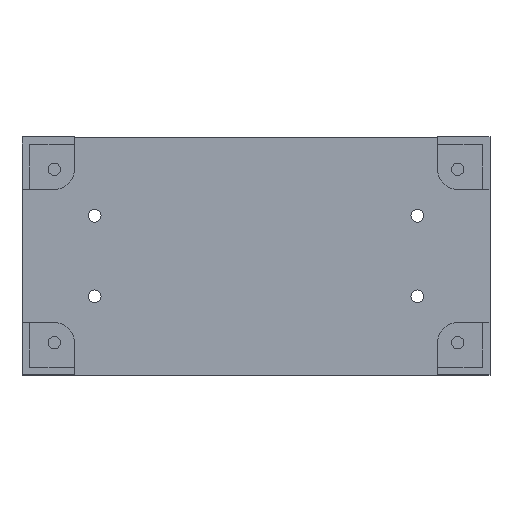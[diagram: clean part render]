
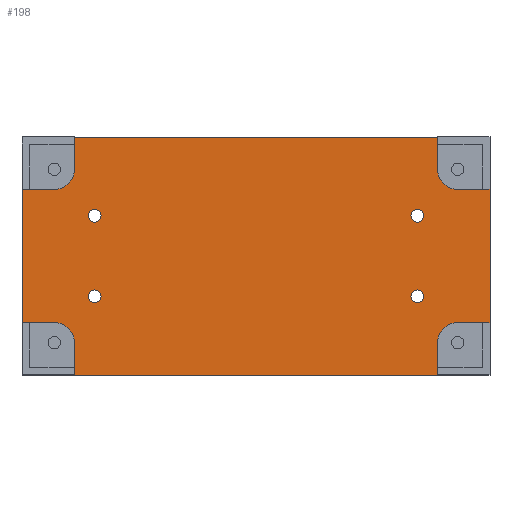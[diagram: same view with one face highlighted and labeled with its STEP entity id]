
A CAD part, top view. The second image highlights one B-rep face of the part: STEP entity #198.
In plain terms, the highlighted planar face has unit normal (0, 0, 1).
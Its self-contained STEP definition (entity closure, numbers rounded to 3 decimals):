
#48 = VERTEX_POINT('',#49);
#49 = CARTESIAN_POINT('',(45.,29.5,0.));
#55 = EDGE_CURVE('',#56,#48,#58,.T.);
#56 = VERTEX_POINT('',#57);
#57 = CARTESIAN_POINT('',(-45.,29.5,0.));
#58 = LINE('',#59,#60);
#59 = CARTESIAN_POINT('',(-58.,29.5,0.));
#60 = VECTOR('',#61,1.);
#61 = DIRECTION('',(1.,0.,0.));
#95 = VERTEX_POINT('',#96);
#96 = CARTESIAN_POINT('',(-58.,16.5,0.));
#102 = EDGE_CURVE('',#103,#95,#105,.T.);
#103 = VERTEX_POINT('',#104);
#104 = CARTESIAN_POINT('',(-58.,-16.5,0.));
#105 = LINE('',#106,#107);
#106 = CARTESIAN_POINT('',(-58.,-29.5,0.));
#107 = VECTOR('',#108,1.);
#108 = DIRECTION('',(0.,1.,0.));
#142 = VERTEX_POINT('',#143);
#143 = CARTESIAN_POINT('',(58.,-16.5,0.));
#149 = EDGE_CURVE('',#150,#142,#152,.T.);
#150 = VERTEX_POINT('',#151);
#151 = CARTESIAN_POINT('',(58.,16.5,0.));
#152 = LINE('',#153,#154);
#153 = CARTESIAN_POINT('',(58.,29.5,0.));
#154 = VECTOR('',#155,1.);
#155 = DIRECTION('',(0.,-1.,0.));
#198 = ADVANCED_FACE('',(#199,#306,#317,#328,#339),#350,.T.);
#199 = FACE_BOUND('',#200,.T.);
#200 = EDGE_LOOP('',(#201,#202,#210,#219,#225,#226,#234,#243,#251,#259,
    #267,#276,#282,#283,#291,#300));
#201 = ORIENTED_EDGE('',*,*,#55,.F.);
#202 = ORIENTED_EDGE('',*,*,#203,.T.);
#203 = EDGE_CURVE('',#56,#204,#206,.T.);
#204 = VERTEX_POINT('',#205);
#205 = CARTESIAN_POINT('',(-45.,21.5,0.));
#206 = LINE('',#207,#208);
#207 = CARTESIAN_POINT('',(-45.,29.5,0.));
#208 = VECTOR('',#209,1.);
#209 = DIRECTION('',(0.,-1.,0.));
#210 = ORIENTED_EDGE('',*,*,#211,.F.);
#211 = EDGE_CURVE('',#212,#204,#214,.T.);
#212 = VERTEX_POINT('',#213);
#213 = CARTESIAN_POINT('',(-50.,16.5,0.));
#214 = CIRCLE('',#215,5.);
#215 = AXIS2_PLACEMENT_3D('',#216,#217,#218);
#216 = CARTESIAN_POINT('',(-50.,21.5,0.));
#217 = DIRECTION('',(0.,0.,1.));
#218 = DIRECTION('',(1.,0.,0.));
#219 = ORIENTED_EDGE('',*,*,#220,.T.);
#220 = EDGE_CURVE('',#212,#95,#221,.T.);
#221 = LINE('',#222,#223);
#222 = CARTESIAN_POINT('',(-50.,16.5,0.));
#223 = VECTOR('',#224,1.);
#224 = DIRECTION('',(-1.,0.,0.));
#225 = ORIENTED_EDGE('',*,*,#102,.F.);
#226 = ORIENTED_EDGE('',*,*,#227,.F.);
#227 = EDGE_CURVE('',#228,#103,#230,.T.);
#228 = VERTEX_POINT('',#229);
#229 = CARTESIAN_POINT('',(-50.,-16.5,0.));
#230 = LINE('',#231,#232);
#231 = CARTESIAN_POINT('',(-50.,-16.5,0.));
#232 = VECTOR('',#233,1.);
#233 = DIRECTION('',(-1.,0.,0.));
#234 = ORIENTED_EDGE('',*,*,#235,.F.);
#235 = EDGE_CURVE('',#236,#228,#238,.T.);
#236 = VERTEX_POINT('',#237);
#237 = CARTESIAN_POINT('',(-45.,-21.5,0.));
#238 = CIRCLE('',#239,5.);
#239 = AXIS2_PLACEMENT_3D('',#240,#241,#242);
#240 = CARTESIAN_POINT('',(-50.,-21.5,0.));
#241 = DIRECTION('',(0.,0.,1.));
#242 = DIRECTION('',(1.,0.,0.));
#243 = ORIENTED_EDGE('',*,*,#244,.F.);
#244 = EDGE_CURVE('',#245,#236,#247,.T.);
#245 = VERTEX_POINT('',#246);
#246 = CARTESIAN_POINT('',(-45.,-29.5,0.));
#247 = LINE('',#248,#249);
#248 = CARTESIAN_POINT('',(-45.,-29.5,0.));
#249 = VECTOR('',#250,1.);
#250 = DIRECTION('',(0.,1.,0.));
#251 = ORIENTED_EDGE('',*,*,#252,.F.);
#252 = EDGE_CURVE('',#253,#245,#255,.T.);
#253 = VERTEX_POINT('',#254);
#254 = CARTESIAN_POINT('',(45.,-29.5,0.));
#255 = LINE('',#256,#257);
#256 = CARTESIAN_POINT('',(58.,-29.5,0.));
#257 = VECTOR('',#258,1.);
#258 = DIRECTION('',(-1.,0.,0.));
#259 = ORIENTED_EDGE('',*,*,#260,.F.);
#260 = EDGE_CURVE('',#261,#253,#263,.T.);
#261 = VERTEX_POINT('',#262);
#262 = CARTESIAN_POINT('',(45.,-21.5,0.));
#263 = LINE('',#264,#265);
#264 = CARTESIAN_POINT('',(45.,-21.5,0.));
#265 = VECTOR('',#266,1.);
#266 = DIRECTION('',(0.,-1.,0.));
#267 = ORIENTED_EDGE('',*,*,#268,.F.);
#268 = EDGE_CURVE('',#269,#261,#271,.T.);
#269 = VERTEX_POINT('',#270);
#270 = CARTESIAN_POINT('',(50.,-16.5,0.));
#271 = CIRCLE('',#272,5.);
#272 = AXIS2_PLACEMENT_3D('',#273,#274,#275);
#273 = CARTESIAN_POINT('',(50.,-21.5,0.));
#274 = DIRECTION('',(0.,0.,1.));
#275 = DIRECTION('',(1.,0.,0.));
#276 = ORIENTED_EDGE('',*,*,#277,.F.);
#277 = EDGE_CURVE('',#142,#269,#278,.T.);
#278 = LINE('',#279,#280);
#279 = CARTESIAN_POINT('',(58.,-16.5,0.));
#280 = VECTOR('',#281,1.);
#281 = DIRECTION('',(-1.,0.,0.));
#282 = ORIENTED_EDGE('',*,*,#149,.F.);
#283 = ORIENTED_EDGE('',*,*,#284,.T.);
#284 = EDGE_CURVE('',#150,#285,#287,.T.);
#285 = VERTEX_POINT('',#286);
#286 = CARTESIAN_POINT('',(50.,16.5,0.));
#287 = LINE('',#288,#289);
#288 = CARTESIAN_POINT('',(58.,16.5,0.));
#289 = VECTOR('',#290,1.);
#290 = DIRECTION('',(-1.,0.,0.));
#291 = ORIENTED_EDGE('',*,*,#292,.F.);
#292 = EDGE_CURVE('',#293,#285,#295,.T.);
#293 = VERTEX_POINT('',#294);
#294 = CARTESIAN_POINT('',(45.,21.5,0.));
#295 = CIRCLE('',#296,5.);
#296 = AXIS2_PLACEMENT_3D('',#297,#298,#299);
#297 = CARTESIAN_POINT('',(50.,21.5,0.));
#298 = DIRECTION('',(0.,0.,1.));
#299 = DIRECTION('',(1.,0.,0.));
#300 = ORIENTED_EDGE('',*,*,#301,.T.);
#301 = EDGE_CURVE('',#293,#48,#302,.T.);
#302 = LINE('',#303,#304);
#303 = CARTESIAN_POINT('',(45.,21.5,0.));
#304 = VECTOR('',#305,1.);
#305 = DIRECTION('',(0.,1.,0.));
#306 = FACE_BOUND('',#307,.T.);
#307 = EDGE_LOOP('',(#308));
#308 = ORIENTED_EDGE('',*,*,#309,.F.);
#309 = EDGE_CURVE('',#310,#310,#312,.T.);
#310 = VERTEX_POINT('',#311);
#311 = CARTESIAN_POINT('',(-38.4,-10.,0.));
#312 = CIRCLE('',#313,1.6);
#313 = AXIS2_PLACEMENT_3D('',#314,#315,#316);
#314 = CARTESIAN_POINT('',(-40.,-10.,0.));
#315 = DIRECTION('',(0.,0.,1.));
#316 = DIRECTION('',(1.,0.,0.));
#317 = FACE_BOUND('',#318,.T.);
#318 = EDGE_LOOP('',(#319));
#319 = ORIENTED_EDGE('',*,*,#320,.F.);
#320 = EDGE_CURVE('',#321,#321,#323,.T.);
#321 = VERTEX_POINT('',#322);
#322 = CARTESIAN_POINT('',(41.6,-10.,0.));
#323 = CIRCLE('',#324,1.6);
#324 = AXIS2_PLACEMENT_3D('',#325,#326,#327);
#325 = CARTESIAN_POINT('',(40.,-10.,0.));
#326 = DIRECTION('',(0.,0.,1.));
#327 = DIRECTION('',(1.,0.,0.));
#328 = FACE_BOUND('',#329,.T.);
#329 = EDGE_LOOP('',(#330));
#330 = ORIENTED_EDGE('',*,*,#331,.F.);
#331 = EDGE_CURVE('',#332,#332,#334,.T.);
#332 = VERTEX_POINT('',#333);
#333 = CARTESIAN_POINT('',(-38.4,10.,0.));
#334 = CIRCLE('',#335,1.6);
#335 = AXIS2_PLACEMENT_3D('',#336,#337,#338);
#336 = CARTESIAN_POINT('',(-40.,10.,0.));
#337 = DIRECTION('',(0.,0.,1.));
#338 = DIRECTION('',(1.,0.,0.));
#339 = FACE_BOUND('',#340,.T.);
#340 = EDGE_LOOP('',(#341));
#341 = ORIENTED_EDGE('',*,*,#342,.F.);
#342 = EDGE_CURVE('',#343,#343,#345,.T.);
#343 = VERTEX_POINT('',#344);
#344 = CARTESIAN_POINT('',(41.6,10.,0.));
#345 = CIRCLE('',#346,1.6);
#346 = AXIS2_PLACEMENT_3D('',#347,#348,#349);
#347 = CARTESIAN_POINT('',(40.,10.,0.));
#348 = DIRECTION('',(0.,0.,1.));
#349 = DIRECTION('',(1.,0.,0.));
#350 = PLANE('',#351);
#351 = AXIS2_PLACEMENT_3D('',#352,#353,#354);
#352 = CARTESIAN_POINT('',(0.,0.,0.));
#353 = DIRECTION('',(0.,0.,1.));
#354 = DIRECTION('',(1.,0.,0.));
